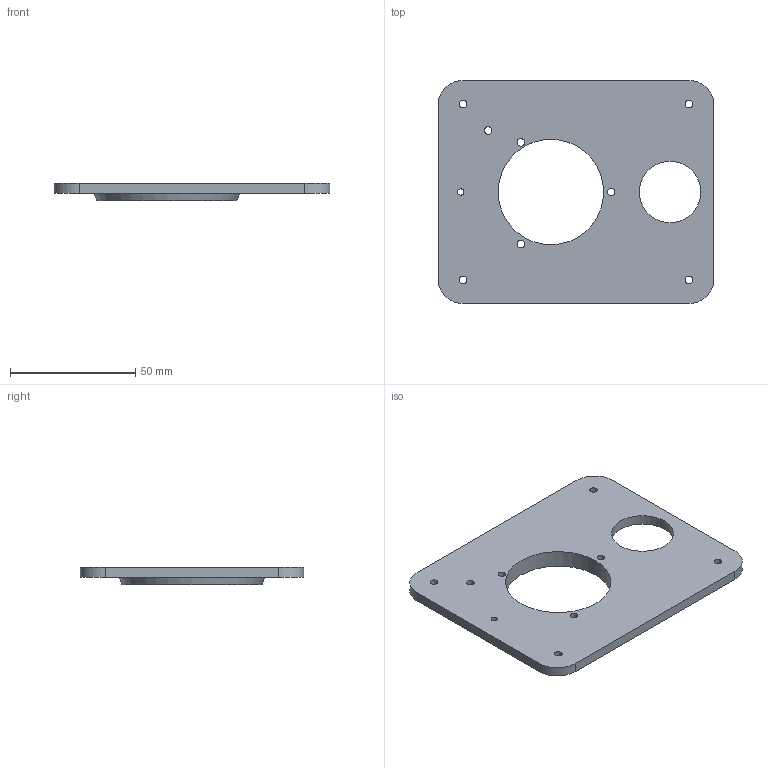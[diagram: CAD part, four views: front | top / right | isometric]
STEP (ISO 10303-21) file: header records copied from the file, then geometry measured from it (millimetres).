
FILE_DESCRIPTION(('STEP AP203'), '1');
FILE_NAME('plate_for_printing', '2024-12-19T15:36:30', ('NO'), (''), 'ASCON STEP Converter 1.3', 'ASCON Math Kernel', '');
FILE_SCHEMA(('CONFIG_CONTROL_DESIGN'));
Length unit declared in the file: millimetre
Bounding box: 110 x 89 x 7 mm (x, y, z)
Volume: 34554.9 mm3; surface area: 19119.9 mm2
Topology: 1 solids, 1 shells, 23 faces, 60 edges, 40 vertices
Faces by surface type: cylinder 15, plane 7, cone 1
Full cylindrical faces by diameter (mm): 2.5 x1, 3 x8, 24.5 x1, 42 x1
Entity records: 938 total; most frequent: DIRECTION 128, CARTESIAN_POINT 112, ORIENTED_EDGE 96, EDGE_LOOP 58, AXIS2_PLACEMENT_3D 56, EDGE_CURVE 48, VERTEX_POINT 40, FACE_BOUND 34
